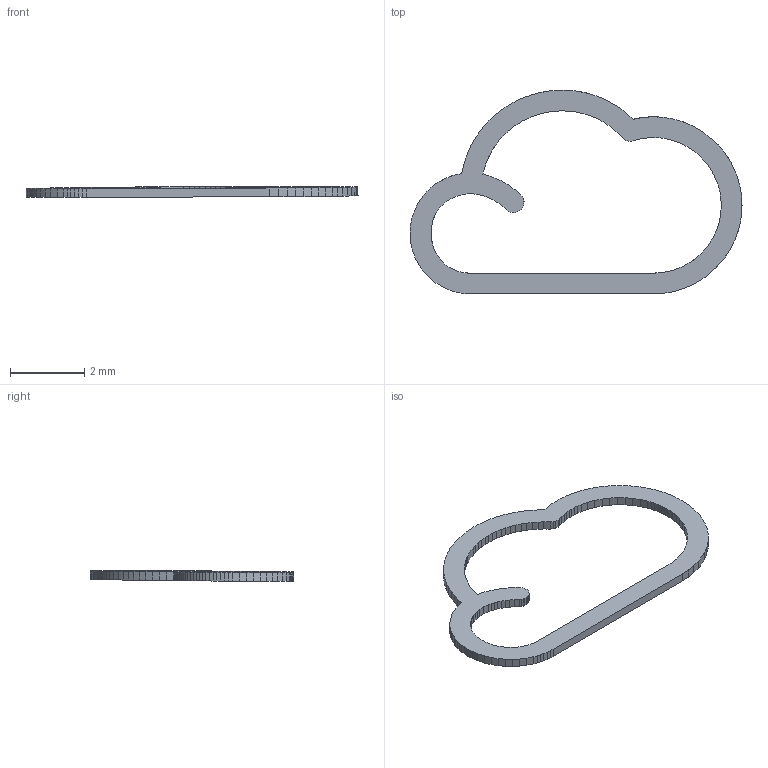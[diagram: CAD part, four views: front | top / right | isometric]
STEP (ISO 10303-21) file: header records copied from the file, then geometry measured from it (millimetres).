
FILE_DESCRIPTION(('HOOPS Exchange Step'),'2;1');
FILE_NAME('temp_export','2025-08-09T12:20:45+02:00',('mobile'),('Shapr3D Limited'),'HOOPS Exchange 2024.8','Shapr3D','Authorized');
FILE_SCHEMA( ('AP242_MANAGED_MODEL_BASED_3D_ENGINEERING_MIM_LF {1 0 10303 442 1 1 4}') );
Length unit declared in the file: millimetre
Products named in the file (3): Imported; left; root
Assembly tree (2 placements, depth 3):
  root
    left
      Imported
Bounding box: 8.96 x 5.5 x 0.3 mm (x, y, z)
Volume: 3.1 mm3; surface area: 37.2 mm2
Topology: 1 solids, 1 shells, 266 faces, 792 edges, 528 vertices
Faces by surface type: plane 266
Entity records: 8826 total; most frequent: CARTESIAN_POINT 1592, ORIENTED_EDGE 1584, DIRECTION 1336, VECTOR 792, LINE 792, EDGE_CURVE 792, VERTEX_POINT 528, AXIS2_PLACEMENT_3D 272
